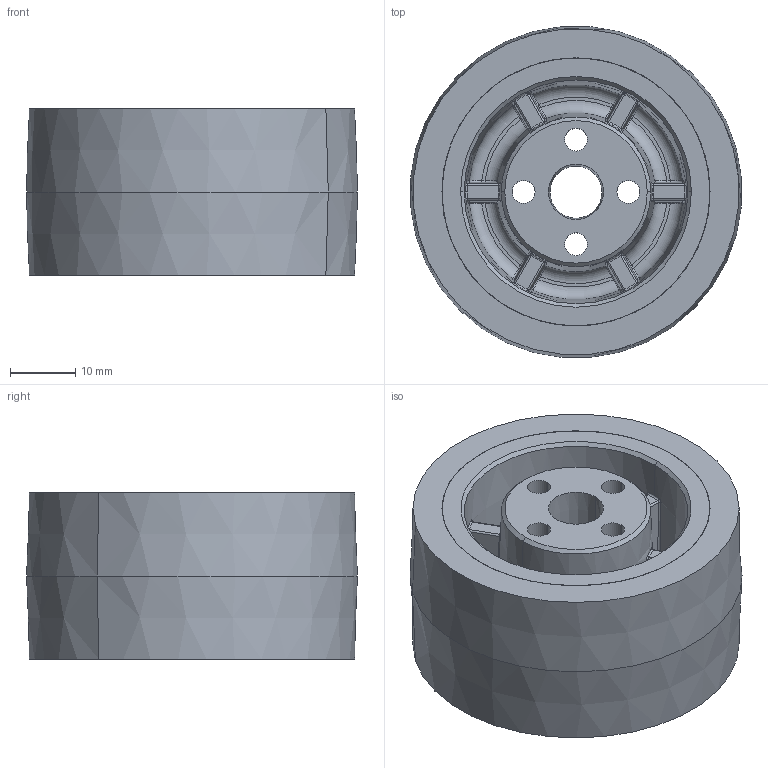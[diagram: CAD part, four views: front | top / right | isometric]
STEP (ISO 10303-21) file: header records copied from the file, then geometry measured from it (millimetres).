
FILE_DESCRIPTION (( 'STEP AP203' ), '1' );
FILE_NAME ('am-3156 2IN Stealth Wheel 8mm Nub Bore.STEP', '2024-09-20T13:18:45', ( '' ), ( '' ), 'SwSTEP 2.0', 'SolidWorks 2024', '' );
FILE_SCHEMA (( 'CONFIG_CONTROL_DESIGN' ));
Length unit declared in the file: inch
Products named in the file (3): 2in Wheel Intergrated 8mm Hub; am-3156 2IN Stealth Wheel 8mm Nub Bore; 2in Tread3
Assembly tree (2 placements, depth 2):
  am-3156 2IN Stealth Wheel 8mm Nub Bore
    2in Wheel Intergrated 8mm Hub
    2in Tread3
Bounding box: 50.62 x 50.62 x 25.4 mm (x, y, z)
Volume: 39943.3 mm3; surface area: 20020.1 mm2
Topology: 2 solids, 2 shells, 181 faces, 420 edges, 244 vertices
Faces by surface type: bspline 72, cylinder 32, plane 29, torus 26, cone 22
Entity records: 7775 total; most frequent: CARTESIAN_POINT 3778, ORIENTED_EDGE 840, DIRECTION 702, EDGE_CURVE 420, AXIS2_PLACEMENT_3D 312, VERTEX_POINT 244, CIRCLE 198, EDGE_LOOP 194
